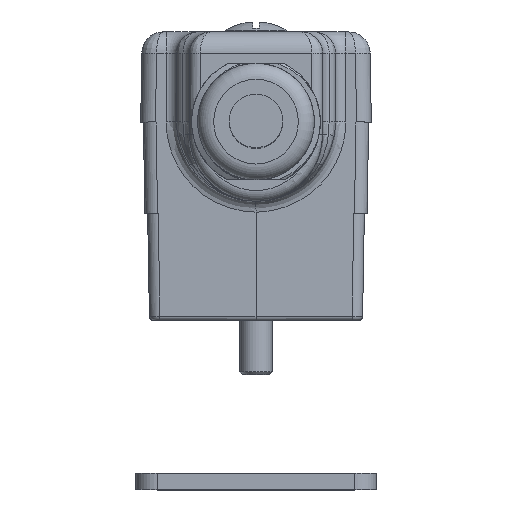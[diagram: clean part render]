
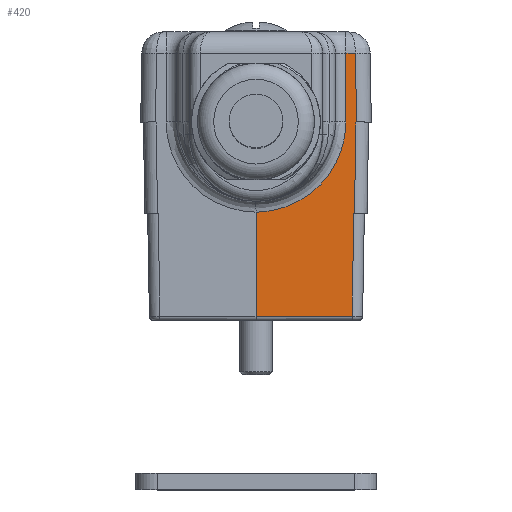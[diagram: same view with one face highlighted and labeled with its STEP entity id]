
A CAD part, top view. The second image highlights one B-rep face of the part: STEP entity #420.
In plain terms, the highlighted planar face has unit normal (0.018, 0, 1).
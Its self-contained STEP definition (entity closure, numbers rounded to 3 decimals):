
#217=PLANE('',#5860);
#420=ADVANCED_FACE('',(#864),#217,.T.);
#864=FACE_OUTER_BOUND('',#1183,.T.);
#1183=EDGE_LOOP('',(#2912,#2913,#2914,#2915,#2916,#2917,#2918,#2919,#2920,
#2921));
#1662=LINE('',#9030,#2077);
#1676=LINE('',#9364,#2091);
#1679=LINE('',#9505,#2094);
#1697=LINE('',#9608,#2112);
#1698=LINE('',#9615,#2113);
#1710=LINE('',#9660,#2125);
#1726=LINE('',#9704,#2141);
#1727=LINE('',#9706,#2142);
#1728=LINE('',#9707,#2143);
#2077=VECTOR('',#6370,1.);
#2091=VECTOR('',#6446,1.);
#2094=VECTOR('',#6457,1.);
#2112=VECTOR('',#6507,1.);
#2113=VECTOR('',#6514,1.);
#2125=VECTOR('',#6556,1.);
#2141=VECTOR('',#6596,1.);
#2142=VECTOR('',#6599,1.);
#2143=VECTOR('',#6600,1.);
#2912=ORIENTED_EDGE('',*,*,#4946,.T.);
#2913=ORIENTED_EDGE('',*,*,#4845,.T.);
#2914=ORIENTED_EDGE('',*,*,#4897,.T.);
#2915=ORIENTED_EDGE('',*,*,#4905,.T.);
#2916=ORIENTED_EDGE('',*,*,#4992,.F.);
#2917=ORIENTED_EDGE('',*,*,#4912,.T.);
#2918=ORIENTED_EDGE('',*,*,#4970,.T.);
#2919=ORIENTED_EDGE('',*,*,#4993,.F.);
#2920=ORIENTED_EDGE('',*,*,#4949,.T.);
#2921=ORIENTED_EDGE('',*,*,#4994,.F.);
#4271=VERTEX_POINT('',#8873);
#4273=VERTEX_POINT('',#9031);
#4299=VERTEX_POINT('',#9365);
#4302=VERTEX_POINT('',#9391);
#4305=VERTEX_POINT('',#9490);
#4307=VERTEX_POINT('',#9502);
#4330=VERTEX_POINT('',#9609);
#4331=VERTEX_POINT('',#9613);
#4333=VERTEX_POINT('',#9616);
#4351=VERTEX_POINT('',#9661);
#4845=EDGE_CURVE('',#4271,#4273,#1662,.T.);
#4897=EDGE_CURVE('',#4273,#4299,#1676,.T.);
#4905=EDGE_CURVE('',#4299,#4302,#5567,.T.);
#4912=EDGE_CURVE('',#4307,#4305,#1679,.T.);
#4946=EDGE_CURVE('',#4330,#4271,#1697,.T.);
#4949=EDGE_CURVE('',#4333,#4331,#1698,.T.);
#4970=EDGE_CURVE('',#4305,#4351,#1710,.T.);
#4992=EDGE_CURVE('',#4307,#4302,#1726,.T.);
#4993=EDGE_CURVE('',#4333,#4351,#1727,.T.);
#4994=EDGE_CURVE('',#4330,#4331,#1728,.T.);
#5567=B_SPLINE_CURVE_WITH_KNOTS('',3,(#9438,#9439,#9440,#9441,#9442,#9443),
 .UNSPECIFIED.,.F.,.F.,(4,2,4),(0.,0.5,1.),.UNSPECIFIED.);
#5860=AXIS2_PLACEMENT_3D('',#9708,#6601,#6602);
#6370=DIRECTION('',(-1.,0.,0.017));
#6446=DIRECTION('',(0.,-1.,0.));
#6457=DIRECTION('',(1.,0.,-0.017));
#6507=DIRECTION('',(-0.017,1.,0.));
#6514=DIRECTION('',(0.017,1.,0.));
#6556=DIRECTION('',(0.017,1.,0.));
#6596=DIRECTION('',(0.,1.,0.));
#6599=DIRECTION('',(-1.,0.,0.017));
#6600=DIRECTION('',(-1.,0.,0.017));
#6601=DIRECTION('',(0.017,0.,1.));
#6602=DIRECTION('',(1.,0.,-0.017));
#8873=CARTESIAN_POINT('',(9.263,6.4,-5.548));
#9030=CARTESIAN_POINT('',(0.,6.4,-5.386));
#9031=CARTESIAN_POINT('',(8.383,6.4,-5.532));
#9364=CARTESIAN_POINT('',(8.383,-18.5,-5.532));
#9365=CARTESIAN_POINT('',(8.383,0.,-5.532));
#9391=CARTESIAN_POINT('',(0.,-8.4,-5.386));
#9438=CARTESIAN_POINT('',(8.383,0.,-5.532));
#9439=CARTESIAN_POINT('',(8.383,-2.158,-5.532));
#9440=CARTESIAN_POINT('',(7.451,-4.407,-5.516));
#9441=CARTESIAN_POINT('',(4.405,-7.461,-5.463));
#9442=CARTESIAN_POINT('',(2.163,-8.395,-5.424));
#9443=CARTESIAN_POINT('',(0.,-8.4,-5.386));
#9490=CARTESIAN_POINT('',(8.951,-18.1,-5.542));
#9502=CARTESIAN_POINT('',(0.,-18.1,-5.386));
#9505=CARTESIAN_POINT('',(0.,-18.1,-5.386));
#9608=CARTESIAN_POINT('',(9.694,-18.331,-5.555));
#9609=CARTESIAN_POINT('',(9.374,0.,-5.55));
#9613=CARTESIAN_POINT('',(9.321,0.,-5.549));
#9615=CARTESIAN_POINT('',(8.995,-18.657,-5.543));
#9616=CARTESIAN_POINT('',(9.172,-8.5,-5.546));
#9660=CARTESIAN_POINT('',(8.942,-18.656,-5.542));
#9661=CARTESIAN_POINT('',(9.119,-8.5,-5.545));
#9704=CARTESIAN_POINT('',(0.,-18.5,-5.386));
#9706=CARTESIAN_POINT('',(0.,-8.5,-5.386));
#9707=CARTESIAN_POINT('',(0.,0.,-5.386));
#9708=CARTESIAN_POINT('',(0.,-18.5,-5.386));
